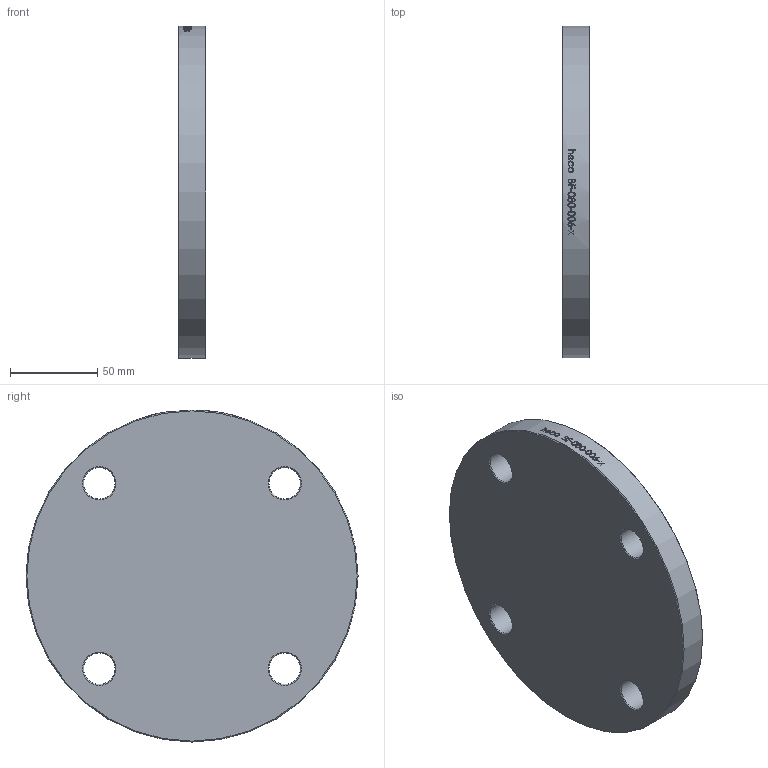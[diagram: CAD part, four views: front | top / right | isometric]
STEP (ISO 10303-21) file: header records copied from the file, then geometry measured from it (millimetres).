
FILE_DESCRIPTION (( 'STEP AP214' ), '1' );
FILE_NAME ('BF-080-006-x Blindflansch PN6 DIN2527 EN1092 2103.STEP', '2021-03-03T09:58:55', ( '' ), ( '' ), 'SwSTEP 2.0', 'SolidWorks 2019', '' );
FILE_SCHEMA (( 'AUTOMOTIVE_DESIGN' ));
Length unit declared in the file: millimetre
Products named in the file (1): BF-080-006-x Blindflansch PN6 DIN2527 EN1092 2103
Bounding box: 16 x 190 x 190 mm (x, y, z)
Volume: 436947.3 mm3; surface area: 67353 mm2
Topology: 1 solids, 1 shells, 44 faces, 205 edges, 190 vertices
Faces by surface type: cylinder 32, cone 10, plane 2
Full cylindrical faces by diameter (mm): 18 x4, 190 x1
Entity records: 5778 total; most frequent: CARTESIAN_POINT 4052, ORIENTED_EDGE 370, DIRECTION 201, EDGE_CURVE 185, VERTEX_POINT 185, B_SPLINE_CURVE_WITH_KNOTS 120, EDGE_LOOP 94, AXIS2_PLACEMENT_3D 91
